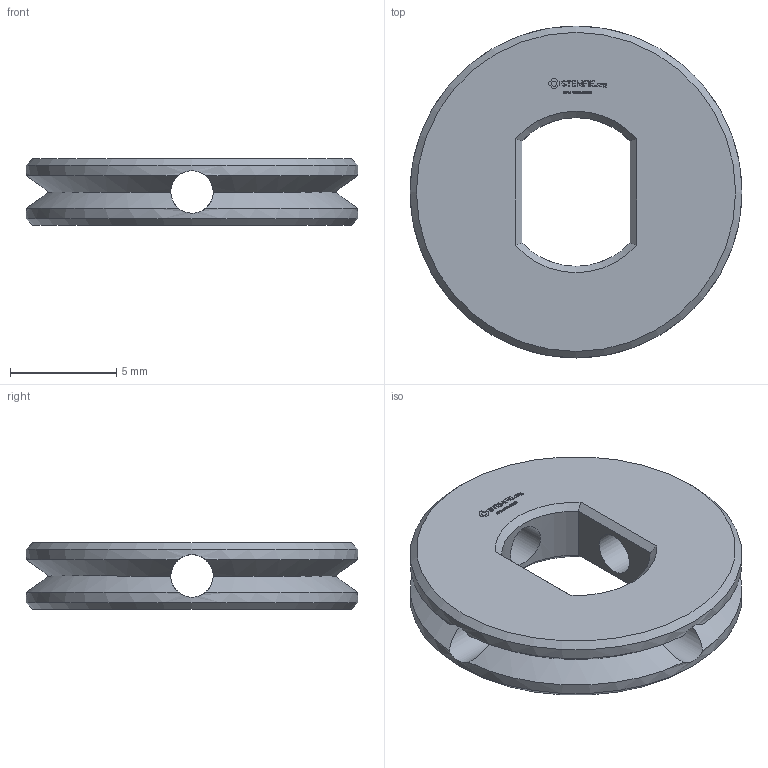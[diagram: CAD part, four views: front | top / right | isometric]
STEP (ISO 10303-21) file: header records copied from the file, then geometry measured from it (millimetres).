
FILE_DESCRIPTION(('FreeCAD Model'),'2;1');
FILE_NAME('Open CASCADE Shape Model','2023-11-13T18:06:56',(''),(''), 'Open CASCADE STEP processor 7.6','FreeCAD','Unknown');
FILE_SCHEMA(('AUTOMOTIVE_DESIGN { 1 0 10303 214 1 1 1 1 }'));
Length unit declared in the file: millimetre
Products named in the file (1): Washer FXD OCT BU01.25x00.25 - SPN-WSR-0002 (stemfie.org)
Bounding box: 15.62 x 15.62 x 3.12 mm (x, y, z)
Volume: 402 mm3; surface area: 636.2 mm2
Topology: 1 solids, 1 shells, 512 faces, 1432 edges, 950 vertices
Faces by surface type: plane 310, extrusion 180, cone 14, cylinder 8
Full cylindrical faces by diameter (mm): 2 x4, 15.625 x2
Entity records: 36546 total; most frequent: CARTESIAN_POINT 9156, DIRECTION 4363, VECTOR 3614, LINE 3434, ORIENTED_EDGE 2864, PCURVE 2864, DEFINITIONAL_REPRESENTATION 2864, EDGE_CURVE 1432
